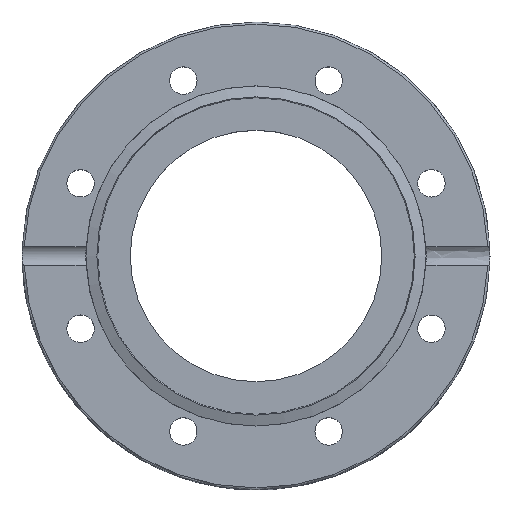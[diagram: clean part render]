
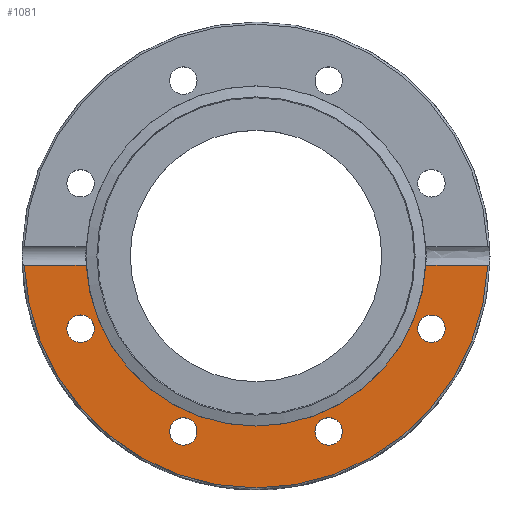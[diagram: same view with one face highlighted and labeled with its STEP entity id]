
A CAD part, top view. The second image highlights one B-rep face of the part: STEP entity #1081.
In plain terms, the highlighted planar face has unit normal (0, 0, 1).
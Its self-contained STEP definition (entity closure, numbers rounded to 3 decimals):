
#374=CARTESIAN_POINT('',(40.195,-19.973,17.5));
#375=VERTEX_POINT('',#374);
#376=CARTESIAN_POINT('',(42.545,-17.623,17.5));
#377=DIRECTION('',(0.0,0.0,-1.0));
#378=DIRECTION('',(-0.707,-0.707,0.0));
#379=AXIS2_PLACEMENT_3D('',#376,#377,#378);
#380=CIRCLE('',#379,3.324);
#381=EDGE_CURVE('',#375,#375,#380,.T.);
#415=CARTESIAN_POINT('',(14.299,-42.545,17.5));
#416=VERTEX_POINT('',#415);
#417=CARTESIAN_POINT('',(17.623,-42.545,17.5));
#418=DIRECTION('',(0.0,0.0,-1.0));
#419=DIRECTION('',(-1.0,0.0,0.0));
#420=AXIS2_PLACEMENT_3D('',#417,#418,#419);
#421=CIRCLE('',#420,3.324);
#422=EDGE_CURVE('',#416,#416,#421,.T.);
#456=CARTESIAN_POINT('',(-19.973,-40.195,17.5));
#457=VERTEX_POINT('',#456);
#458=CARTESIAN_POINT('',(-17.623,-42.545,17.5));
#459=DIRECTION('',(0.0,0.0,-1.0));
#460=DIRECTION('',(-0.707,0.707,0.0));
#461=AXIS2_PLACEMENT_3D('',#458,#459,#460);
#462=CIRCLE('',#461,3.324);
#463=EDGE_CURVE('',#457,#457,#462,.T.);
#497=CARTESIAN_POINT('',(-42.545,-14.299,17.5));
#498=VERTEX_POINT('',#497);
#499=CARTESIAN_POINT('',(-42.545,-17.623,17.5));
#500=DIRECTION('',(0.0,0.0,-1.0));
#501=DIRECTION('',(0.0,1.0,0.0));
#502=AXIS2_PLACEMENT_3D('',#499,#500,#501);
#503=CIRCLE('',#502,3.324);
#504=EDGE_CURVE('',#498,#498,#503,.T.);
#657=CARTESIAN_POINT('',(56.206,-2.236,17.5));
#658=VERTEX_POINT('',#657);
#659=CARTESIAN_POINT('',(41.189,-2.236,17.5));
#660=VERTEX_POINT('',#659);
#661=CARTESIAN_POINT('',(56.206,-2.236,17.5));
#662=DIRECTION('',(-1.0,0.0,0.0));
#663=VECTOR('',#662,15.016);
#664=LINE('',#661,#663);
#665=EDGE_CURVE('',#658,#660,#664,.T.);
#784=CARTESIAN_POINT('',(-41.189,-2.236,17.5));
#785=VERTEX_POINT('',#784);
#811=CARTESIAN_POINT('',(0.0,0.,17.5));
#812=DIRECTION('',(0.0,0.0,-1.0));
#813=DIRECTION('',(0.0,-1.0,0.0));
#814=AXIS2_PLACEMENT_3D('',#811,#812,#813);
#815=CIRCLE('',#814,41.25);
#816=EDGE_CURVE('',#660,#785,#815,.T.);
#920=CARTESIAN_POINT('',(-56.206,-2.236,17.5));
#921=VERTEX_POINT('',#920);
#937=CARTESIAN_POINT('',(-41.189,-2.236,17.5));
#938=DIRECTION('',(-1.0,0.0,0.0));
#939=VECTOR('',#938,15.016);
#940=LINE('',#937,#939);
#941=EDGE_CURVE('',#785,#921,#940,.T.);
#1046=CARTESIAN_POINT('',(0.0,0.0,17.5));
#1047=DIRECTION('',(0.0,0.0,-1.0));
#1048=DIRECTION('',(-1.0,0.0,0.0));
#1049=AXIS2_PLACEMENT_3D('',#1046,#1047,#1048);
#1050=CIRCLE('',#1049,56.25);
#1051=EDGE_CURVE('',#658,#921,#1050,.T.);
#1058=CARTESIAN_POINT('',(0.0,0.0,17.5));
#1059=DIRECTION('',(0.0,0.0,-1.0));
#1060=DIRECTION('',(-1.0,0.0,0.0));
#1061=AXIS2_PLACEMENT_3D('',#1058,#1059,#1060);
#1062=PLANE('',#1061);
#1063=ORIENTED_EDGE('',*,*,#665,.T.);
#1064=ORIENTED_EDGE('',*,*,#816,.T.);
#1065=ORIENTED_EDGE('',*,*,#941,.T.);
#1066=ORIENTED_EDGE('',*,*,#1051,.F.);
#1067=EDGE_LOOP('',(#1063,#1064,#1065,#1066));
#1068=FACE_OUTER_BOUND('',#1067,.T.);
#1069=ORIENTED_EDGE('',*,*,#381,.T.);
#1070=EDGE_LOOP('',(#1069));
#1071=FACE_BOUND('',#1070,.T.);
#1072=ORIENTED_EDGE('',*,*,#422,.T.);
#1073=EDGE_LOOP('',(#1072));
#1074=FACE_BOUND('',#1073,.T.);
#1075=ORIENTED_EDGE('',*,*,#463,.T.);
#1076=EDGE_LOOP('',(#1075));
#1077=FACE_BOUND('',#1076,.T.);
#1078=ORIENTED_EDGE('',*,*,#504,.T.);
#1079=EDGE_LOOP('',(#1078));
#1080=FACE_BOUND('',#1079,.T.);
#1081=ADVANCED_FACE('',(#1068,#1071,#1074,#1077,#1080),#1062,.F.);
